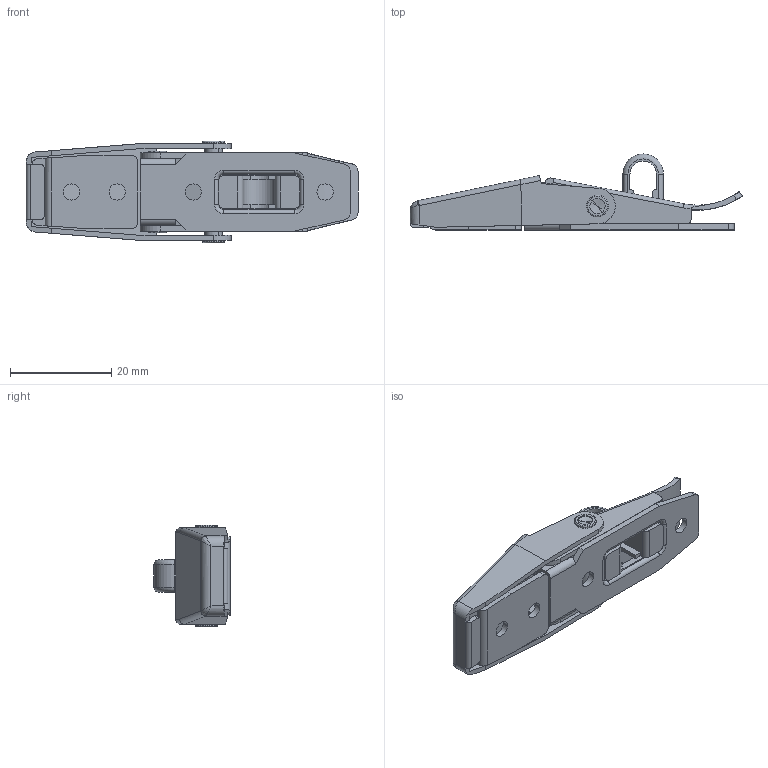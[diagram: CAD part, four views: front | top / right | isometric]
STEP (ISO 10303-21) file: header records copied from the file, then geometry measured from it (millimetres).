
FILE_DESCRIPTION (( 'STEP AP203' ), '1' );
FILE_NAME ('Žº‰ª•ÏŠ·.STEP', '2012-04-11T06:47:52', ( '' ), ( '' ), 'SwSTEP 2.0', 'SolidWorks 2011', '' );
FILE_SCHEMA (( 'CONFIG_CONTROL_DESIGN' ));
Length unit declared in the file: millimetre
Products named in the file (8): C-1144-3B_レバー; C-1144-3B_僺儞16; C-1144-3B_取付板; 室岡変換; C-1144-3B_錠前取付金具; C-1144-3B_受板; C-1144-3B_フック; C-1144-3B_僺儞20
Assembly tree (7 placements, depth 2):
  室岡変換
    C-1144-3B_フック
    C-1144-3B_レバー
    C-1144-3B_僺儞20
    C-1144-3B_僺儞16
    C-1144-3B_取付板
    C-1144-3B_受板
    C-1144-3B_錠前取付金具
Bounding box: 65.49 x 15 x 20 mm (x, y, z)
Volume: 3541.5 mm3; surface area: 7523.7 mm2
Topology: 7 solids, 7 shells, 273 faces, 727 edges, 468 vertices
Faces by surface type: plane 122, cylinder 119, torus 20, cone 8, bspline 4
Entity records: 9499 total; most frequent: CARTESIAN_POINT 1726, DIRECTION 1495, ORIENTED_EDGE 1434, EDGE_CURVE 717, AXIS2_PLACEMENT_3D 537, VERTEX_POINT 468, VECTOR 421, LINE 421
